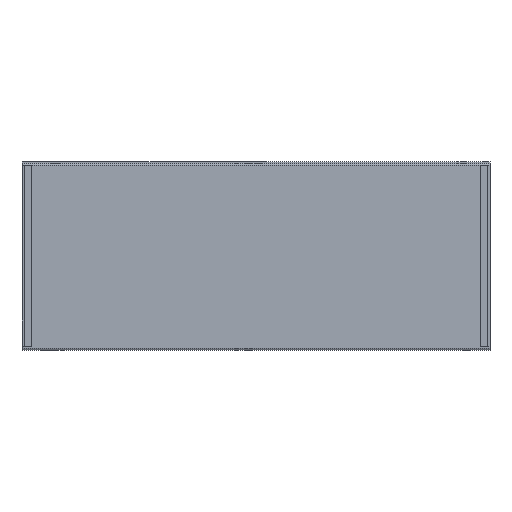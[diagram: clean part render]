
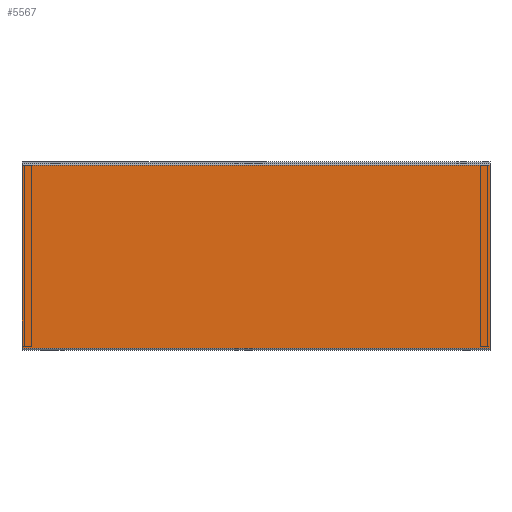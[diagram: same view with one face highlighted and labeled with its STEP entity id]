
A CAD part, left-side view. The second image highlights one B-rep face of the part: STEP entity #5567.
In plain terms, the highlighted planar face has unit normal (-1, 0, 0).
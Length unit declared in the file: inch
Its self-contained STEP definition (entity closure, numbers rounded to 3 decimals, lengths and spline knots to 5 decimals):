
#251 = EDGE_LOOP ( 'NONE', ( #4110, #3511, #4628, #5574 ) ) ;
#309 = VERTEX_POINT ( 'NONE', #5570 ) ;
#452 = EDGE_CURVE ( 'NONE', #2037, #2191, #5133, .T. ) ;
#534 = CARTESIAN_POINT ( 'NONE',  ( -15., -15., 0.095 ) ) ;
#575 = DIRECTION ( 'NONE',  ( 0., 0., -1. ) ) ;
#1155 = LINE ( 'NONE', #3365, #7105 ) ;
#1209 = CARTESIAN_POINT ( 'NONE',  ( -15., -15., 11.857 ) ) ;
#1617 = DIRECTION ( 'NONE',  ( 0., 0., 1. ) ) ;
#2021 = VECTOR ( 'NONE', #2199, 39.37008 ) ;
#2037 = VERTEX_POINT ( 'NONE', #2314 ) ;
#2169 = DIRECTION ( 'NONE',  ( 1., 0., 0. ) ) ;
#2191 = VERTEX_POINT ( 'NONE', #3519 ) ;
#2199 = DIRECTION ( 'NONE',  ( 0., -1., 0. ) ) ;
#2301 = EDGE_CURVE ( 'NONE', #309, #6193, #7171, .T. ) ;
#2314 = CARTESIAN_POINT ( 'NONE',  ( -15., -15., 0.143 ) ) ;
#2321 = EDGE_CURVE ( 'NONE', #2037, #6193, #6592, .T. ) ;
#2384 = AXIS2_PLACEMENT_3D ( 'NONE', #5553, #2169, #575 ) ;
#2474 = DIRECTION ( 'NONE',  ( 0., 1., 0. ) ) ;
#2712 = PLANE ( 'NONE',  #2384 ) ;
#3365 = CARTESIAN_POINT ( 'NONE',  ( -15., 15., 0.095 ) ) ;
#3476 = DIRECTION ( 'NONE',  ( 0., 0., -1. ) ) ;
#3491 = VECTOR ( 'NONE', #2474, 39.37008 ) ;
#3511 = ORIENTED_EDGE ( 'NONE', *, *, #3598, .T. ) ;
#3519 = CARTESIAN_POINT ( 'NONE',  ( -15., 15., 0.143 ) ) ;
#3598 = EDGE_CURVE ( 'NONE', #309, #2191, #1155, .T. ) ;
#3875 = CARTESIAN_POINT ( 'NONE',  ( -15., -15., 11.857 ) ) ;
#4110 = ORIENTED_EDGE ( 'NONE', *, *, #2301, .F. ) ;
#4588 = CARTESIAN_POINT ( 'NONE',  ( -15., -15., 0.143 ) ) ;
#4628 = ORIENTED_EDGE ( 'NONE', *, *, #452, .F. ) ;
#5133 = LINE ( 'NONE', #4588, #3491 ) ;
#5469 = FACE_OUTER_BOUND ( 'NONE', #251, .T. ) ;
#5553 = CARTESIAN_POINT ( 'NONE',  ( -15., -15., 0.08553 ) ) ;
#5567 = ADVANCED_FACE ( 'NONE', ( #5469 ), #2712, .F. ) ;
#5570 = CARTESIAN_POINT ( 'NONE',  ( -15., 15., 11.857 ) ) ;
#5574 = ORIENTED_EDGE ( 'NONE', *, *, #2321, .T. ) ;
#6193 = VERTEX_POINT ( 'NONE', #1209 ) ;
#6592 = LINE ( 'NONE', #534, #6886 ) ;
#6886 = VECTOR ( 'NONE', #1617, 39.37008 ) ;
#7105 = VECTOR ( 'NONE', #3476, 39.37008 ) ;
#7171 = LINE ( 'NONE', #3875, #2021 ) ;
